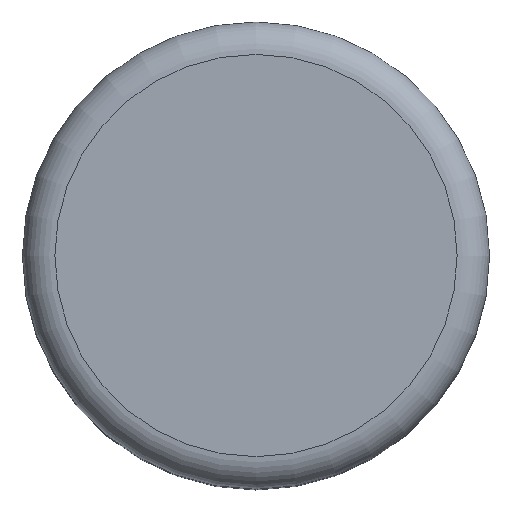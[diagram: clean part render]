
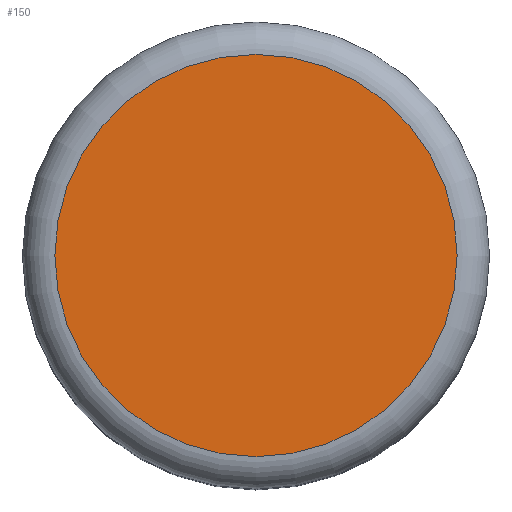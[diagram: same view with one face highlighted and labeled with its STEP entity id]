
A CAD part, top view. The second image highlights one B-rep face of the part: STEP entity #150.
In plain terms, the highlighted planar face has unit normal (0, 0, 1).
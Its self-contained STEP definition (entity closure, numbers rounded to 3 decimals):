
#12=DIRECTION('',(0.,0.,1.));
#26=DIRECTION('',(1.,0.,0.));
#29=DIRECTION('',(0.,0.,-1.));
#30=DIRECTION('',(-1.,0.,0.));
#137=VERTEX_POINT('',#138);
#138=CARTESIAN_POINT('',(4.6,0.,8.6));
#144=ORIENTED_EDGE('',*,*,#145,.F.);
#145=EDGE_CURVE('',#137,#137,#146,.T.);
#146=CIRCLE('',#147,3.1);
#147=AXIS2_PLACEMENT_3D('',#148,#12,#26);
#148=CARTESIAN_POINT('',(1.5,0.,8.6));
#150=ADVANCED_FACE('',(#151),#153,.F.);
#151=FACE_BOUND('',#152,.F.);
#152=EDGE_LOOP('',(#144));
#153=PLANE('',#154);
#154=AXIS2_PLACEMENT_3D('',#155,#29,#30);
#155=CARTESIAN_POINT('',(5.1,0.,8.6));
